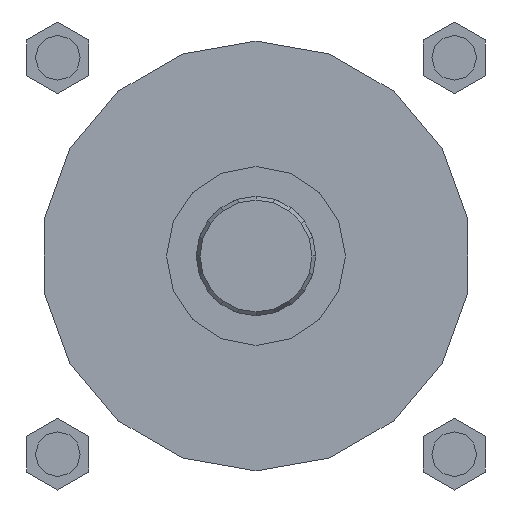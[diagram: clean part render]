
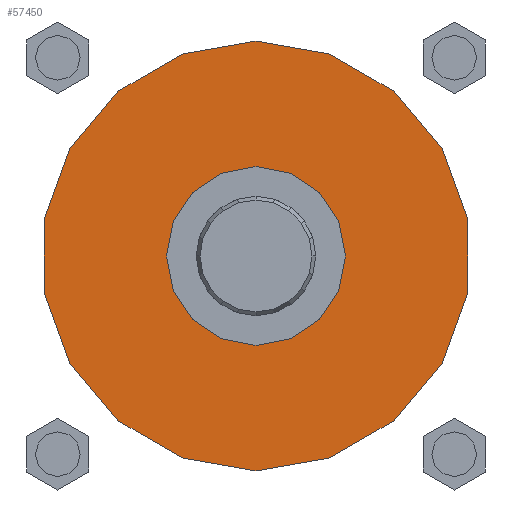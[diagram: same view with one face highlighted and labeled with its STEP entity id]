
A CAD part, left-side view. The second image highlights one B-rep face of the part: STEP entity #57450.
In plain terms, the highlighted free-form (B-spline) face has degree [1, 1] with [2, 2] control points.
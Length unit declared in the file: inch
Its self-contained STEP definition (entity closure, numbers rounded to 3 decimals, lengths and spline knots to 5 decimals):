
#52880 = CARTESIAN_POINT ('', (-13.87, 1.55885, 0.9));
#52890 = VERTEX_POINT ('', #52880);
#52950 = CARTESIAN_POINT ('', (-13.87, 1.15702, 1.37888));
#52960 = VERTEX_POINT ('', #52950);
#52970 = CARTESIAN_POINT ('', (-13.87, 1.55885, 0.9));
#52980 = CARTESIAN_POINT ('', (-13.87, 1.15702, 1.37888));
#52990 = B_SPLINE_CURVE_WITH_KNOTS ('', 1, (#52970, #52980), .UNSPECIFIED., .F., .U., (2, 2), (0., 1.), .UNSPECIFIED.);
#53000 = EDGE_CURVE ('', #52890, #52960, #52990, .T.);
#53230 = CARTESIAN_POINT ('', (-13.87, 0.61564, 1.69145));
#53240 = VERTEX_POINT ('', #53230);
#53250 = CARTESIAN_POINT ('', (-13.87, 1.15702, 1.37888));
#53260 = CARTESIAN_POINT ('', (-13.87, 0.61564, 1.69145));
#53270 = B_SPLINE_CURVE_WITH_KNOTS ('', 1, (#53250, #53260), .UNSPECIFIED., .F., .U., (2, 2), (0., 1.), .UNSPECIFIED.);
#53280 = EDGE_CURVE ('', #52960, #53240, #53270, .T.);
#53510 = CARTESIAN_POINT ('', (-13.87, 0., 1.8));
#53520 = VERTEX_POINT ('', #53510);
#53530 = CARTESIAN_POINT ('', (-13.87, 0.61564, 1.69145));
#53540 = CARTESIAN_POINT ('', (-13.87, 0., 1.8));
#53550 = B_SPLINE_CURVE_WITH_KNOTS ('', 1, (#53530, #53540), .UNSPECIFIED., .F., .U., (2, 2), (0., 1.), .UNSPECIFIED.);
#53560 = EDGE_CURVE ('', #53240, #53520, #53550, .T.);
#53800 = CARTESIAN_POINT ('', (-13.87, 1.77265, -0.31257));
#53810 = VERTEX_POINT ('', #53800);
#53870 = CARTESIAN_POINT ('', (-13.87, 1.77265, 0.31256));
#53880 = VERTEX_POINT ('', #53870);
#53890 = CARTESIAN_POINT ('', (-13.87, 1.77265, -0.31257));
#53900 = CARTESIAN_POINT ('', (-13.87, 1.77265, 0.31256));
#53910 = B_SPLINE_CURVE_WITH_KNOTS ('', 1, (#53890, #53900), .UNSPECIFIED., .F., .U., (2, 2), (0., 1.), .UNSPECIFIED.);
#53920 = EDGE_CURVE ('', #53810, #53880, #53910, .T.);
#54150 = CARTESIAN_POINT ('', (-13.87, -0.61564, 1.69145));
#54160 = VERTEX_POINT ('', #54150);
#54170 = CARTESIAN_POINT ('', (-13.87, 0., 1.8));
#54180 = CARTESIAN_POINT ('', (-13.87, -0.61564, 1.69145));
#54190 = B_SPLINE_CURVE_WITH_KNOTS ('', 1, (#54170, #54180), .UNSPECIFIED., .F., .U., (2, 2), (0., 1.), .UNSPECIFIED.);
#54200 = EDGE_CURVE ('', #53520, #54160, #54190, .T.);
#54440 = CARTESIAN_POINT ('', (-13.87, 1.55885, -0.9));
#54450 = VERTEX_POINT ('', #54440);
#54510 = CARTESIAN_POINT ('', (-13.87, 1.77265, -0.31257));
#54520 = CARTESIAN_POINT ('', (-13.87, 1.55885, -0.9));
#54530 = B_SPLINE_CURVE_WITH_KNOTS ('', 1, (#54510, #54520), .UNSPECIFIED., .F., .U., (2, 2), (0., 1.), .UNSPECIFIED.);
#54540 = EDGE_CURVE ('', #53810, #54450, #54530, .T.);
#54710 = CARTESIAN_POINT ('', (-13.87, -1.15702, 1.37888));
#54720 = VERTEX_POINT ('', #54710);
#54730 = CARTESIAN_POINT ('', (-13.87, -0.61564, 1.69145));
#54740 = CARTESIAN_POINT ('', (-13.87, -1.15702, 1.37888));
#54750 = B_SPLINE_CURVE_WITH_KNOTS ('', 1, (#54730, #54740), .UNSPECIFIED., .F., .U., (2, 2), (0., 1.), .UNSPECIFIED.);
#54760 = EDGE_CURVE ('', #54160, #54720, #54750, .T.);
#54990 = CARTESIAN_POINT ('', (-13.87, -1.55885, 0.9));
#55000 = VERTEX_POINT ('', #54990);
#55010 = CARTESIAN_POINT ('', (-13.87, -1.15702, 1.37888));
#55020 = CARTESIAN_POINT ('', (-13.87, -1.55885, 0.9));
#55030 = B_SPLINE_CURVE_WITH_KNOTS ('', 1, (#55010, #55020), .UNSPECIFIED., .F., .U., (2, 2), (0., 1.), .UNSPECIFIED.);
#55040 = EDGE_CURVE ('', #54720, #55000, #55030, .T.);
#55270 = CARTESIAN_POINT ('', (-13.87, -1.77265, 0.31256));
#55280 = VERTEX_POINT ('', #55270);
#55290 = CARTESIAN_POINT ('', (-13.87, -1.77265, 0.31256));
#55300 = CARTESIAN_POINT ('', (-13.87, -1.55885, 0.9));
#55310 = B_SPLINE_CURVE_WITH_KNOTS ('', 1, (#55290, #55300), .UNSPECIFIED., .F., .U., (2, 2), (0., 1.), .UNSPECIFIED.);
#55320 = EDGE_CURVE ('', #55280, #55000, #55310, .T.);
#55540 = CARTESIAN_POINT ('', (-13.87, 0., -1.8));
#55550 = VERTEX_POINT ('', #55540);
#55630 = CARTESIAN_POINT ('', (-13.87, 0.61564, -1.69145));
#55640 = VERTEX_POINT ('', #55630);
#55650 = CARTESIAN_POINT ('', (-13.87, 0., -1.8));
#55660 = CARTESIAN_POINT ('', (-13.87, 0.61564, -1.69145));
#55670 = B_SPLINE_CURVE_WITH_KNOTS ('', 1, (#55650, #55660), .UNSPECIFIED., .F., .U., (2, 2), (0., 1.), .UNSPECIFIED.);
#55680 = EDGE_CURVE ('', #55550, #55640, #55670, .T.);
#55910 = CARTESIAN_POINT ('', (-13.87, -1.77265, -0.31257));
#55920 = VERTEX_POINT ('', #55910);
#55930 = CARTESIAN_POINT ('', (-13.87, -1.77265, 0.31256));
#55940 = CARTESIAN_POINT ('', (-13.87, -1.77265, -0.31257));
#55950 = B_SPLINE_CURVE_WITH_KNOTS ('', 1, (#55930, #55940), .UNSPECIFIED., .F., .U., (2, 2), (0., 1.), .UNSPECIFIED.);
#55960 = EDGE_CURVE ('', #55280, #55920, #55950, .T.);
#56190 = CARTESIAN_POINT ('', (-13.87, -1.55885, -0.9));
#56200 = VERTEX_POINT ('', #56190);
#56210 = CARTESIAN_POINT ('', (-13.87, -1.55885, -0.9));
#56220 = CARTESIAN_POINT ('', (-13.87, -1.77265, -0.31257));
#56230 = B_SPLINE_CURVE_WITH_KNOTS ('', 1, (#56210, #56220), .UNSPECIFIED., .F., .U., (2, 2), (0., 1.), .UNSPECIFIED.);
#56240 = EDGE_CURVE ('', #56200, #55920, #56230, .T.);
#56470 = CARTESIAN_POINT ('', (-13.87, -1.15702, -1.37888));
#56480 = VERTEX_POINT ('', #56470);
#56490 = CARTESIAN_POINT ('', (-13.87, -1.55885, -0.9));
#56500 = CARTESIAN_POINT ('', (-13.87, -1.15702, -1.37888));
#56510 = B_SPLINE_CURVE_WITH_KNOTS ('', 1, (#56490, #56500), .UNSPECIFIED., .F., .U., (2, 2), (0., 1.), .UNSPECIFIED.);
#56520 = EDGE_CURVE ('', #56200, #56480, #56510, .T.);
#56750 = CARTESIAN_POINT ('', (-13.87, -0.61564, -1.69145));
#56760 = VERTEX_POINT ('', #56750);
#56770 = CARTESIAN_POINT ('', (-13.87, -1.15702, -1.37888));
#56780 = CARTESIAN_POINT ('', (-13.87, -0.61564, -1.69145));
#56790 = B_SPLINE_CURVE_WITH_KNOTS ('', 1, (#56770, #56780), .UNSPECIFIED., .F., .U., (2, 2), (0., 1.), .UNSPECIFIED.);
#56800 = EDGE_CURVE ('', #56480, #56760, #56790, .T.);
#57020 = CARTESIAN_POINT ('', (-13.87, -0.61564, -1.69145));
#57030 = CARTESIAN_POINT ('', (-13.87, 0., -1.8));
#57040 = B_SPLINE_CURVE_WITH_KNOTS ('', 1, (#57020, #57030), .UNSPECIFIED., .F., .U., (2, 2), (0., 1.), .UNSPECIFIED.);
#57050 = EDGE_CURVE ('', #56760, #55550, #57040, .T.);
#57060 = ORIENTED_EDGE ('', *, *, #57050, .F.);
#57070 = ORIENTED_EDGE ('', *, *, #56800, .F.);
#57080 = ORIENTED_EDGE ('', *, *, #56520, .F.);
#57090 = ORIENTED_EDGE ('', *, *, #56240, .T.);
#57100 = ORIENTED_EDGE ('', *, *, #55960, .F.);
#57110 = ORIENTED_EDGE ('', *, *, #55320, .T.);
#57120 = ORIENTED_EDGE ('', *, *, #55040, .F.);
#57130 = ORIENTED_EDGE ('', *, *, #54760, .F.);
#57140 = ORIENTED_EDGE ('', *, *, #54200, .F.);
#57150 = ORIENTED_EDGE ('', *, *, #53560, .F.);
#57160 = ORIENTED_EDGE ('', *, *, #53280, .F.);
#57170 = ORIENTED_EDGE ('', *, *, #53000, .F.);
#57180 = CARTESIAN_POINT ('', (-13.87, 1.55885, 0.9));
#57190 = CARTESIAN_POINT ('', (-13.87, 1.77265, 0.31256));
#57200 = B_SPLINE_CURVE_WITH_KNOTS ('', 1, (#57180, #57190), .UNSPECIFIED., .F., .U., (2, 2), (0., 1.), .UNSPECIFIED.);
#57210 = EDGE_CURVE ('', #52890, #53880, #57200, .T.);
#57220 = ORIENTED_EDGE ('', *, *, #57210, .T.);
#57230 = ORIENTED_EDGE ('', *, *, #53920, .F.);
#57240 = ORIENTED_EDGE ('', *, *, #54540, .T.);
#57250 = CARTESIAN_POINT ('', (-13.87, 1.15702, -1.37888));
#57260 = VERTEX_POINT ('', #57250);
#57270 = CARTESIAN_POINT ('', (-13.87, 1.55885, -0.9));
#57280 = CARTESIAN_POINT ('', (-13.87, 1.15702, -1.37888));
#57290 = B_SPLINE_CURVE_WITH_KNOTS ('', 1, (#57270, #57280), .UNSPECIFIED., .F., .U., (2, 2), (0., 1.), .UNSPECIFIED.);
#57300 = EDGE_CURVE ('', #54450, #57260, #57290, .T.);
#57310 = ORIENTED_EDGE ('', *, *, #57300, .T.);
#57320 = CARTESIAN_POINT ('', (-13.87, 0.61564, -1.69145));
#57330 = CARTESIAN_POINT ('', (-13.87, 1.15702, -1.37888));
#57340 = B_SPLINE_CURVE_WITH_KNOTS ('', 1, (#57320, #57330), .UNSPECIFIED., .F., .U., (2, 2), (0., 1.), .UNSPECIFIED.);
#57350 = EDGE_CURVE ('', #55640, #57260, #57340, .T.);
#57360 = ORIENTED_EDGE ('', *, *, #57350, .F.);
#57370 = ORIENTED_EDGE ('', *, *, #55680, .F.);
#57380 = EDGE_LOOP ('', (#57060, #57070, #57080, #57090, #57100, #57110, #57120, #57130, #57140, #57150, #57160, #57170, #57220, #57230, #57240, #57310, #57360, #57370));
#57390 = FACE_OUTER_BOUND ('', #57380, .T.);
#57400 = CARTESIAN_POINT ('', (-13.87, 1.77365, 1.801));
#57410 = CARTESIAN_POINT ('', (-13.87, -1.77365, 1.801));
#57420 = CARTESIAN_POINT ('', (-13.87, 1.77365, -1.801));
#57430 = CARTESIAN_POINT ('', (-13.87, -1.77365, -1.801));
#57440 = B_SPLINE_SURFACE_WITH_KNOTS ('', 1, 1, ((#57400, #57410), (#57420, #57430)), .UNSPECIFIED., .F., .F., .U., (2, 2), (2, 2), (-4.20861, -0.60661), (-0.10696, 3.44034), .UNSPECIFIED.);
#57450 = ADVANCED_FACE ('A PART', (#57390), #57440, .T.);
